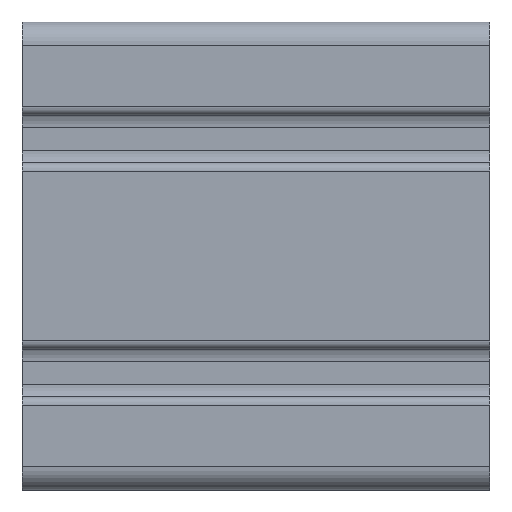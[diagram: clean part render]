
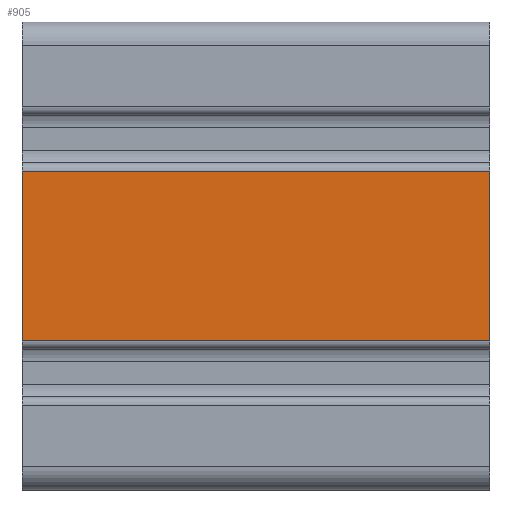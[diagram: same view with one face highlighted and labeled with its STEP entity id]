
A CAD part, left-side view. The second image highlights one B-rep face of the part: STEP entity #905.
In plain terms, the highlighted planar face has unit normal (-1, 0, 0).
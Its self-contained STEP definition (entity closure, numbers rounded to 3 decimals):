
#905 = ADVANCED_FACE( '', ( #2148 ), #2149, .F. );
#2148 = FACE_OUTER_BOUND( '', #3727, .T. );
#2149 = PLANE( '', #3728 );
#3727 = EDGE_LOOP( '', ( #6707, #6708, #6709, #6710 ) );
#3728 = AXIS2_PLACEMENT_3D( '', #6711, #6712, #6713 );
#6707 = ORIENTED_EDGE( '', *, *, #10990, .T. );
#6708 = ORIENTED_EDGE( '', *, *, #10277, .F. );
#6709 = ORIENTED_EDGE( '', *, *, #10696, .F. );
#6710 = ORIENTED_EDGE( '', *, *, #10196, .T. );
#6711 = CARTESIAN_POINT( '', ( -50., 100., 18.1 ) );
#6712 = DIRECTION( '', ( 1., 0., 0. ) );
#6713 = DIRECTION( '', ( 0., 0., -1. ) );
#10196 = EDGE_CURVE( '', #12519, #12517, #12520, .T. );
#10277 = EDGE_CURVE( '', #12656, #12651, #12658, .T. );
#10696 = EDGE_CURVE( '', #12519, #12656, #13360, .T. );
#10990 = EDGE_CURVE( '', #12517, #12651, #13832, .T. );
#12517 = VERTEX_POINT( '', #15758 );
#12519 = VERTEX_POINT( '', #15760 );
#12520 = LINE( '', #15761, #15762 );
#12651 = VERTEX_POINT( '', #15926 );
#12656 = VERTEX_POINT( '', #15932 );
#12658 = LINE( '', #15934, #15935 );
#13360 = LINE( '', #16819, #16820 );
#13832 = LINE( '', #17403, #17404 );
#15758 = CARTESIAN_POINT( '', ( -50., 0., -18.1 ) );
#15760 = CARTESIAN_POINT( '', ( -50., 100., -18.1 ) );
#15761 = CARTESIAN_POINT( '', ( -50., 100., -18.1 ) );
#15762 = VECTOR( '', #19317, 1000. );
#15926 = CARTESIAN_POINT( '', ( -50., 0., 18.1 ) );
#15932 = CARTESIAN_POINT( '', ( -50., 100., 18.1 ) );
#15934 = CARTESIAN_POINT( '', ( -50., 100., 18.1 ) );
#15935 = VECTOR( '', #19439, 1000. );
#16819 = CARTESIAN_POINT( '', ( -50., 100., 18.1 ) );
#16820 = VECTOR( '', #20159, 1000. );
#17403 = CARTESIAN_POINT( '', ( -50., 0., 18.1 ) );
#17404 = VECTOR( '', #20721, 1000. );
#19317 = DIRECTION( '', ( 0., -1., 0. ) );
#19439 = DIRECTION( '', ( 0., -1., 0. ) );
#20159 = DIRECTION( '', ( 0., 0., 1. ) );
#20721 = DIRECTION( '', ( 0., 0., 1. ) );
